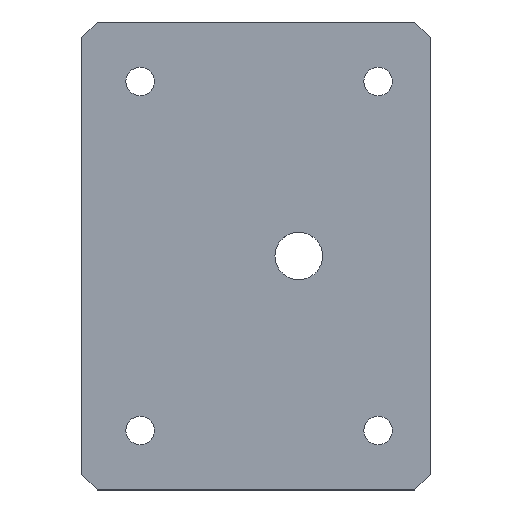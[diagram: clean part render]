
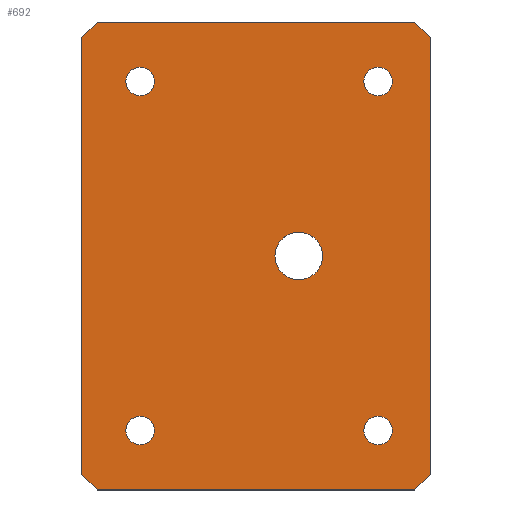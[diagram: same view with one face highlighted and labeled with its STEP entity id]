
A CAD part, top view. The second image highlights one B-rep face of the part: STEP entity #692.
In plain terms, the highlighted planar face has unit normal (0, 0, 1).
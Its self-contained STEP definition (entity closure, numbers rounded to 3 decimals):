
#34=CARTESIAN_POINT('',(8.303,86.25,-10.75));
#35=VERTEX_POINT('',#34);
#50=CARTESIAN_POINT('',(8.303,113.75,-10.75));
#51=VERTEX_POINT('',#50);
#58=CARTESIAN_POINT('',(8.303,113.75,-10.75));
#59=DIRECTION('',(0.,-1.,0.));
#60=VECTOR('',#59,27.5);
#61=LINE('',#58,#60);
#62=EDGE_CURVE('',#51,#35,#61,.T.);
#74=CARTESIAN_POINT('',(7.303,85.25,-10.75));
#75=VERTEX_POINT('',#74);
#89=CARTESIAN_POINT('',(8.303,86.25,-10.75));
#90=DIRECTION('',(-0.707,-0.707,0.));
#91=VECTOR('',#90,1.414);
#92=LINE('',#89,#91);
#93=EDGE_CURVE('',#35,#75,#92,.T.);
#105=CARTESIAN_POINT('',(-12.697,85.25,-10.75));
#106=VERTEX_POINT('',#105);
#120=CARTESIAN_POINT('',(-12.697,85.25,-10.75));
#121=DIRECTION('',(1.,0.,-0.));
#122=VECTOR('',#121,20.);
#123=LINE('',#120,#122);
#124=EDGE_CURVE('',#106,#75,#123,.T.);
#136=CARTESIAN_POINT('',(-13.697,86.25,-10.75));
#137=VERTEX_POINT('',#136);
#151=CARTESIAN_POINT('',(-12.697,85.25,-10.75));
#152=DIRECTION('',(-0.707,0.707,0.));
#153=VECTOR('',#152,1.414);
#154=LINE('',#151,#153);
#155=EDGE_CURVE('',#106,#137,#154,.T.);
#167=CARTESIAN_POINT('',(-13.697,113.75,-10.75));
#168=VERTEX_POINT('',#167);
#182=CARTESIAN_POINT('',(-13.697,86.25,-10.75));
#183=DIRECTION('',(0.,1.,0.));
#184=VECTOR('',#183,27.5);
#185=LINE('',#182,#184);
#186=EDGE_CURVE('',#137,#168,#185,.T.);
#198=CARTESIAN_POINT('',(-12.697,114.75,-10.75));
#199=VERTEX_POINT('',#198);
#213=CARTESIAN_POINT('',(-13.697,113.75,-10.75));
#214=DIRECTION('',(0.707,0.707,0.));
#215=VECTOR('',#214,1.414);
#216=LINE('',#213,#215);
#217=EDGE_CURVE('',#168,#199,#216,.T.);
#229=CARTESIAN_POINT('',(7.303,114.75,-10.75));
#230=VERTEX_POINT('',#229);
#244=CARTESIAN_POINT('',(7.303,114.75,-10.75));
#245=DIRECTION('',(-1.,0.,0.));
#246=VECTOR('',#245,20.);
#247=LINE('',#244,#246);
#248=EDGE_CURVE('',#230,#199,#247,.T.);
#258=CARTESIAN_POINT('',(-9.1,111.,-10.75));
#259=VERTEX_POINT('',#258);
#268=CARTESIAN_POINT('',(-10.9,111.,-10.75));
#269=VERTEX_POINT('',#268);
#270=CARTESIAN_POINT('',(-10.,111.,-10.75));
#271=DIRECTION('',(0.,0.,-1.));
#272=DIRECTION('',(-1.,0.,0.));
#273=AXIS2_PLACEMENT_3D('',#270,#271,#272);
#274=CIRCLE('',#273,0.9);
#275=EDGE_CURVE('',#269,#259,#274,.T.);
#277=CARTESIAN_POINT('',(-10.,111.,-10.75));
#278=DIRECTION('',(0.,0.,-1.));
#279=DIRECTION('',(-1.,0.,0.));
#280=AXIS2_PLACEMENT_3D('',#277,#278,#279);
#281=CIRCLE('',#280,0.9);
#282=EDGE_CURVE('',#259,#269,#281,.T.);
#309=CARTESIAN_POINT('',(5.9,89.,-10.75));
#310=VERTEX_POINT('',#309);
#319=CARTESIAN_POINT('',(4.1,89.,-10.75));
#320=VERTEX_POINT('',#319);
#321=CARTESIAN_POINT('',(5.,89.,-10.75));
#322=DIRECTION('',(0.,0.,-1.));
#323=DIRECTION('',(-1.,0.,0.));
#324=AXIS2_PLACEMENT_3D('',#321,#322,#323);
#325=CIRCLE('',#324,0.9);
#326=EDGE_CURVE('',#320,#310,#325,.T.);
#328=CARTESIAN_POINT('',(5.,89.,-10.75));
#329=DIRECTION('',(0.,0.,-1.));
#330=DIRECTION('',(-1.,0.,0.));
#331=AXIS2_PLACEMENT_3D('',#328,#329,#330);
#332=CIRCLE('',#331,0.9);
#333=EDGE_CURVE('',#310,#320,#332,.T.);
#360=CARTESIAN_POINT('',(5.9,111.,-10.75));
#361=VERTEX_POINT('',#360);
#370=CARTESIAN_POINT('',(4.1,111.,-10.75));
#371=VERTEX_POINT('',#370);
#372=CARTESIAN_POINT('',(5.,111.,-10.75));
#373=DIRECTION('',(0.,0.,-1.));
#374=DIRECTION('',(-1.,0.,0.));
#375=AXIS2_PLACEMENT_3D('',#372,#373,#374);
#376=CIRCLE('',#375,0.9);
#377=EDGE_CURVE('',#371,#361,#376,.T.);
#379=CARTESIAN_POINT('',(5.,111.,-10.75));
#380=DIRECTION('',(0.,0.,-1.));
#381=DIRECTION('',(-1.,0.,0.));
#382=AXIS2_PLACEMENT_3D('',#379,#380,#381);
#383=CIRCLE('',#382,0.9);
#384=EDGE_CURVE('',#361,#371,#383,.T.);
#411=CARTESIAN_POINT('',(-9.1,89.,-10.75));
#412=VERTEX_POINT('',#411);
#421=CARTESIAN_POINT('',(-10.9,89.,-10.75));
#422=VERTEX_POINT('',#421);
#423=CARTESIAN_POINT('',(-10.,89.,-10.75));
#424=DIRECTION('',(0.,0.,-1.));
#425=DIRECTION('',(-1.,0.,0.));
#426=AXIS2_PLACEMENT_3D('',#423,#424,#425);
#427=CIRCLE('',#426,0.9);
#428=EDGE_CURVE('',#422,#412,#427,.T.);
#430=CARTESIAN_POINT('',(-10.,89.,-10.75));
#431=DIRECTION('',(0.,0.,-1.));
#432=DIRECTION('',(-1.,0.,0.));
#433=AXIS2_PLACEMENT_3D('',#430,#431,#432);
#434=CIRCLE('',#433,0.9);
#435=EDGE_CURVE('',#412,#422,#434,.T.);
#470=CARTESIAN_POINT('',(7.303,114.75,-10.75));
#471=DIRECTION('',(0.707,-0.707,0.));
#472=VECTOR('',#471,1.414);
#473=LINE('',#470,#472);
#474=EDGE_CURVE('',#230,#51,#473,.T.);
#484=CARTESIAN_POINT('',(1.5,100.,-10.75));
#485=VERTEX_POINT('',#484);
#494=CARTESIAN_POINT('',(-1.5,100.,-10.75));
#495=VERTEX_POINT('',#494);
#496=CARTESIAN_POINT('',(-0.,100.,-10.75));
#497=DIRECTION('',(0.,0.,-1.));
#498=DIRECTION('',(-1.,0.,0.));
#499=AXIS2_PLACEMENT_3D('',#496,#497,#498);
#500=CIRCLE('',#499,1.5);
#501=EDGE_CURVE('',#495,#485,#500,.T.);
#503=CARTESIAN_POINT('',(-0.,100.,-10.75));
#504=DIRECTION('',(0.,0.,-1.));
#505=DIRECTION('',(-1.,0.,0.));
#506=AXIS2_PLACEMENT_3D('',#503,#504,#505);
#507=CIRCLE('',#506,1.5);
#508=EDGE_CURVE('',#485,#495,#507,.T.);
#657=CARTESIAN_POINT('',(0.,0.,-10.75));
#658=DIRECTION('',(0.,0.,-1.));
#659=DIRECTION('',(0.,-1.,0.));
#660=AXIS2_PLACEMENT_3D('',#657,#658,#659);
#661=PLANE('',#660);
#662=ORIENTED_EDGE('',*,*,#62,.F.);
#663=ORIENTED_EDGE('',*,*,#474,.F.);
#664=ORIENTED_EDGE('',*,*,#248,.T.);
#665=ORIENTED_EDGE('',*,*,#217,.F.);
#666=ORIENTED_EDGE('',*,*,#186,.F.);
#667=ORIENTED_EDGE('',*,*,#155,.F.);
#668=ORIENTED_EDGE('',*,*,#124,.T.);
#669=ORIENTED_EDGE('',*,*,#93,.F.);
#670=EDGE_LOOP('',(#662,#663,#664,#665,#666,#667,#668,#669));
#671=FACE_BOUND('',#670,.T.);
#672=ORIENTED_EDGE('',*,*,#428,.T.);
#673=ORIENTED_EDGE('',*,*,#435,.T.);
#674=EDGE_LOOP('',(#672,#673));
#675=FACE_BOUND('',#674,.T.);
#676=ORIENTED_EDGE('',*,*,#377,.T.);
#677=ORIENTED_EDGE('',*,*,#384,.T.);
#678=EDGE_LOOP('',(#676,#677));
#679=FACE_BOUND('',#678,.T.);
#680=ORIENTED_EDGE('',*,*,#326,.T.);
#681=ORIENTED_EDGE('',*,*,#333,.T.);
#682=EDGE_LOOP('',(#680,#681));
#683=FACE_BOUND('',#682,.T.);
#684=ORIENTED_EDGE('',*,*,#275,.T.);
#685=ORIENTED_EDGE('',*,*,#282,.T.);
#686=EDGE_LOOP('',(#684,#685));
#687=FACE_BOUND('',#686,.T.);
#688=ORIENTED_EDGE('',*,*,#501,.T.);
#689=ORIENTED_EDGE('',*,*,#508,.T.);
#690=EDGE_LOOP('',(#688,#689));
#691=FACE_BOUND('',#690,.T.);
#692=ADVANCED_FACE('',(#671,#675,#679,#683,#687,#691),#661,.F.);
